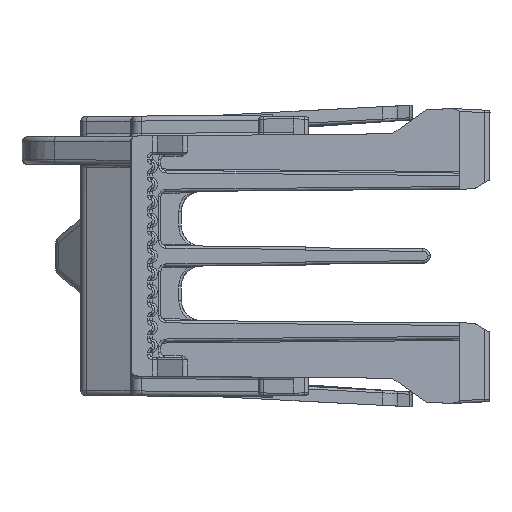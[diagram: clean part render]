
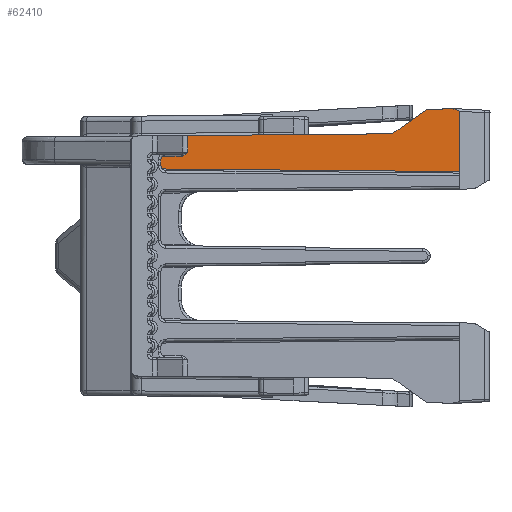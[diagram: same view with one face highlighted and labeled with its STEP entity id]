
A CAD part, left-side view. The second image highlights one B-rep face of the part: STEP entity #62410.
In plain terms, the highlighted planar face has unit normal (-1, -0.009, 0).
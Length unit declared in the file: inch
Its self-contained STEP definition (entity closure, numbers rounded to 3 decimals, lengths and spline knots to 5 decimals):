
#169 = LINE ( 'NONE', #16176, #76457 ) ;
#1606 = VECTOR ( 'NONE', #73318, 39.37008 ) ;
#2002 = CARTESIAN_POINT ( 'NONE',  ( -2.24446, -0.35286, 0.40032 ) ) ;
#3207 = CARTESIAN_POINT ( 'NONE',  ( -2.23522, -1.41161, 0.58149 ) ) ;
#3840 = VECTOR ( 'NONE', #77287, 39.37008 ) ;
#6254 = CARTESIAN_POINT ( 'NONE',  ( -2.23734, -1.16925, 0.48316 ) ) ;
#7158 = VERTEX_POINT ( 'NONE', #94396 ) ;
#7626 = EDGE_CURVE ( 'NONE', #38238, #83754, #28109, .T. ) ;
#9998 = CARTESIAN_POINT ( 'NONE',  ( -2.23499, -1.43806, 0.89219 ) ) ;
#11137 = CARTESIAN_POINT ( 'NONE',  ( -2.24438, -0.36263, 0.40949 ) ) ;
#11485 = VERTEX_POINT ( 'NONE', #70482 ) ;
#11994 = CARTESIAN_POINT ( 'NONE',  ( -2.24451, -0.34756, 0.39655 ) ) ;
#12228 = CARTESIAN_POINT ( 'NONE',  ( -2.23612, -1.30895, 0.57886 ) ) ;
#13163 = VECTOR ( 'NONE', #85161, 39.37008 ) ;
#13199 = CARTESIAN_POINT ( 'NONE',  ( -2.23508, -1.42849, 0.57876 ) ) ;
#13587 = ORIENTED_EDGE ( 'NONE', *, *, #33636, .F. ) ;
#13589 = VERTEX_POINT ( 'NONE', #54823 ) ;
#14070 = EDGE_CURVE ( 'NONE', #84253, #58546, #61721, .T. ) ;
#14612 = EDGE_CURVE ( 'NONE', #73489, #75551, #80112, .T. ) ;
#14832 = CARTESIAN_POINT ( 'NONE',  ( -2.24459, -0.33781, 0.39478 ) ) ;
#16176 = CARTESIAN_POINT ( 'NONE',  ( -2.24562, -0.22042, 0.89219 ) ) ;
#16466 = CARTESIAN_POINT ( 'NONE',  ( -2.24562, -0.22042, 0.34444 ) ) ;
#18924 = ORIENTED_EDGE ( 'NONE', *, *, #107770, .T. ) ;
#19637 = ORIENTED_EDGE ( 'NONE', *, *, #57957, .T. ) ;
#20042 = DIRECTION ( 'NONE',  ( 0., 0., 1. ) ) ;
#21584 = CARTESIAN_POINT ( 'NONE',  ( -2.2444, -0.3596, 0.4063 ) ) ;
#22003 = CARTESIAN_POINT ( 'NONE',  ( -2.24459, -0.33781, 0.39478 ) ) ;
#22067 = LINE ( 'NONE', #26770, #45451 ) ;
#22243 = CARTESIAN_POINT ( 'NONE',  ( -2.23607, -1.31451, 0.58064 ) ) ;
#23201 = CARTESIAN_POINT ( 'NONE',  ( -2.23499, -1.43806, 0.57196 ) ) ;
#23585 = DIRECTION ( 'NONE',  ( -0.009, 1., -0.009 ) ) ;
#26289 = ORIENTED_EDGE ( 'NONE', *, *, #7626, .F. ) ;
#26770 = CARTESIAN_POINT ( 'NONE',  ( -2.24437, -0.36379, 0.89219 ) ) ;
#28109 = LINE ( 'NONE', #112906, #1606 ) ;
#31572 = CARTESIAN_POINT ( 'NONE',  ( -2.24441, -0.35869, 0.40538 ) ) ;
#32963 = LINE ( 'NONE', #9998, #112367 ) ;
#33097 = VERTEX_POINT ( 'NONE', #91168 ) ;
#33636 = EDGE_CURVE ( 'NONE', #73489, #80006, #98619, .T. ) ;
#36726 = DIRECTION ( 'NONE',  ( 0., 0., -1. ) ) ;
#37201 = ORIENTED_EDGE ( 'NONE', *, *, #64867, .T. ) ;
#37732 = CARTESIAN_POINT ( 'NONE',  ( -2.23734, -1.16925, 0.48316 ) ) ;
#37845 = LINE ( 'NONE', #93239, #114127 ) ;
#38238 = VERTEX_POINT ( 'NONE', #96019 ) ;
#41617 = CARTESIAN_POINT ( 'NONE',  ( -2.24441, -0.35848, 0.40517 ) ) ;
#43205 = B_SPLINE_CURVE_WITH_KNOTS ( 'NONE', 3,
 ( #61163, #11137, #81209, #21584, #91202, #31572, #101201, #41617, #111194, #51640, #121223, #61584, #2002, #71607, #11994, #81611, #22003 ),
 .UNSPECIFIED., .F., .F.,
 ( 4, 1, 1, 1, 2, 2, 1, 1, 2, 2, 4 ),
 ( 0., 0.125, 0.1875, 0.21875, 0.23437, 0.25, 0.375, 0.4375, 0.46875, 0.5, 1. ),
 .UNSPECIFIED. ) ;
#45367 = CARTESIAN_POINT ( 'NONE',  ( -2.24562, -0.22042, 0.39375 ) ) ;
#45451 = VECTOR ( 'NONE', #36726, 39.37008 ) ;
#49197 = DIRECTION ( 'NONE',  ( -1., -0.009, 0. ) ) ;
#51640 = CARTESIAN_POINT ( 'NONE',  ( -2.24444, -0.35581, 0.40266 ) ) ;
#53001 = VERTEX_POINT ( 'NONE', #122726 ) ;
#53560 =( BOUNDED_CURVE ( )  B_SPLINE_CURVE ( 3, ( #97382, #116958, #126955, #37732 ),
 .UNSPECIFIED., .F., .F. ) 
 B_SPLINE_CURVE_WITH_KNOTS ( ( 4, 4 ),
 ( 0.95993, 1.56207 ),
 .UNSPECIFIED. ) 
 CURVE ( )  GEOMETRIC_REPRESENTATION_ITEM ( )  RATIONAL_B_SPLINE_CURVE ( ( 1., 0.97, 0.97, 1. ) ) 
 REPRESENTATION_ITEM ( '' )  );
#54823 = CARTESIAN_POINT ( 'NONE',  ( -2.24562, -0.22042, 0.34444 ) ) ;
#57000 = ORIENTED_EDGE ( 'NONE', *, *, #14070, .T. ) ;
#57874 = ORIENTED_EDGE ( 'NONE', *, *, #14612, .T. ) ;
#57957 = EDGE_CURVE ( 'NONE', #33097, #84253, #43205, .T. ) ;
#58546 = VERTEX_POINT ( 'NONE', #45367 ) ;
#61163 = CARTESIAN_POINT ( 'NONE',  ( -2.24437, -0.36379, 0.41075 ) ) ;
#61584 = CARTESIAN_POINT ( 'NONE',  ( -2.24446, -0.35335, 0.40069 ) ) ;
#61721 = LINE ( 'NONE', #83711, #111533 ) ;
#62410 = ADVANCED_FACE ( 'NONE', ( #100112 ), #68360, .T. ) ;
#63368 = EDGE_CURVE ( 'NONE', #53001, #80006, #37845, .T. ) ;
#64867 = EDGE_CURVE ( 'NONE', #75551, #83754, #53560, .T. ) ;
#65049 = CARTESIAN_POINT ( 'NONE',  ( -2.23607, -1.31451, 0.58064 ) ) ;
#68360 = PLANE ( 'NONE',  #84540 ) ;
#70482 = CARTESIAN_POINT ( 'NONE',  ( -2.23499, -1.43806, 0.33381 ) ) ;
#71607 = CARTESIAN_POINT ( 'NONE',  ( -2.24446, -0.35267, 0.40018 ) ) ;
#71851 = CARTESIAN_POINT ( 'NONE',  ( -2.2361, -1.31059, 0.58002 ) ) ;
#73318 = DIRECTION ( 'NONE',  ( 0.009, -1., 0.009 ) ) ;
#73489 = VERTEX_POINT ( 'NONE', #97985 ) ;
#74139 = DIRECTION ( 'NONE',  ( -0.009, 1., -0.009 ) ) ;
#75551 = VERTEX_POINT ( 'NONE', #83699 ) ;
#76457 = VECTOR ( 'NONE', #85731, 39.37008 ) ;
#77287 = DIRECTION ( 'NONE',  ( -0.007, 0.819, -0.574 ) ) ;
#80006 = VERTEX_POINT ( 'NONE', #65049 ) ;
#80112 = LINE ( 'NONE', #127326, #3840 ) ;
#81209 = CARTESIAN_POINT ( 'NONE',  ( -2.24439, -0.36108, 0.40783 ) ) ;
#81611 = CARTESIAN_POINT ( 'NONE',  ( -2.24455, -0.34271, 0.39482 ) ) ;
#81843 = CARTESIAN_POINT ( 'NONE',  ( -2.23609, -1.3125, 0.58063 ) ) ;
#82128 = ORIENTED_EDGE ( 'NONE', *, *, #95289, .T. ) ;
#82798 = CARTESIAN_POINT ( 'NONE',  ( -2.23499, -1.43806, 0.57531 ) ) ;
#83699 = CARTESIAN_POINT ( 'NONE',  ( -2.23729, -1.17481, 0.48494 ) ) ;
#83711 = CARTESIAN_POINT ( 'NONE',  ( -2.24459, -0.33781, 0.39478 ) ) ;
#83717 = ORIENTED_EDGE ( 'NONE', *, *, #106141, .T. ) ;
#83754 = VERTEX_POINT ( 'NONE', #6254 ) ;
#84253 = VERTEX_POINT ( 'NONE', #14832 ) ;
#84540 = AXIS2_PLACEMENT_3D ( 'NONE', #108748, #49197, #118765 ) ;
#85161 = DIRECTION ( 'NONE',  ( 0.009, -1., -0.009 ) ) ;
#85731 = DIRECTION ( 'NONE',  ( 0., 0., -1. ) ) ;
#91168 = CARTESIAN_POINT ( 'NONE',  ( -2.24437, -0.36379, 0.41075 ) ) ;
#91202 = CARTESIAN_POINT ( 'NONE',  ( -2.24441, -0.35895, 0.40564 ) ) ;
#93217 = ORIENTED_EDGE ( 'NONE', *, *, #93464, .F. ) ;
#93239 = CARTESIAN_POINT ( 'NONE',  ( -2.23522, -1.41161, 0.58149 ) ) ;
#93464 = EDGE_CURVE ( 'NONE', #53001, #7158, #127021, .T. ) ;
#94396 = CARTESIAN_POINT ( 'NONE',  ( -2.23499, -1.43806, 0.57196 ) ) ;
#95289 = EDGE_CURVE ( 'NONE', #11485, #7158, #32963, .T. ) ;
#95578 = ORIENTED_EDGE ( 'NONE', *, *, #63368, .T. ) ;
#96019 = CARTESIAN_POINT ( 'NONE',  ( -2.24437, -0.36379, 0.47613 ) ) ;
#97382 = CARTESIAN_POINT ( 'NONE',  ( -2.23729, -1.17481, 0.48494 ) ) ;
#97985 = CARTESIAN_POINT ( 'NONE',  ( -2.23612, -1.30895, 0.57886 ) ) ;
#98619 =( BOUNDED_CURVE ( )  B_SPLINE_CURVE ( 3, ( #12228, #71851, #81843, #22243 ),
 .UNSPECIFIED., .F., .F. ) 
 B_SPLINE_CURVE_WITH_KNOTS ( ( 4, 4 ),
 ( 0.95993, 1.56207 ),
 .UNSPECIFIED. ) 
 CURVE ( )  GEOMETRIC_REPRESENTATION_ITEM ( )  RATIONAL_B_SPLINE_CURVE ( ( 1., 0.97, 0.97, 1. ) ) 
 REPRESENTATION_ITEM ( '' )  );
#100112 = FACE_OUTER_BOUND ( 'NONE', #113380, .T. ) ;
#101201 = CARTESIAN_POINT ( 'NONE',  ( -2.24441, -0.35852, 0.40521 ) ) ;
#106141 = EDGE_CURVE ( 'NONE', #58546, #13589, #169, .T. ) ;
#107770 = EDGE_CURVE ( 'NONE', #13589, #11485, #115953, .T. ) ;
#108748 = CARTESIAN_POINT ( 'NONE',  ( -2.24567, -0.21457, 0.89219 ) ) ;
#111194 = CARTESIAN_POINT ( 'NONE',  ( -2.24442, -0.35733, 0.40405 ) ) ;
#111533 = VECTOR ( 'NONE', #74139, 39.37008 ) ;
#112367 = VECTOR ( 'NONE', #20042, 39.37008 ) ;
#112906 = CARTESIAN_POINT ( 'NONE',  ( -2.24437, -0.36379, 0.47613 ) ) ;
#113380 = EDGE_LOOP ( 'NONE', ( #83717, #18924, #82128, #93217, #95578, #13587, #57874, #37201, #26289, #125884, #19637, #57000 ) ) ;
#114127 = VECTOR ( 'NONE', #23585, 39.37008 ) ;
#115953 = LINE ( 'NONE', #16466, #13163 ) ;
#116958 = CARTESIAN_POINT ( 'NONE',  ( -2.2373, -1.17317, 0.48379 ) ) ;
#117298 = EDGE_CURVE ( 'NONE', #38238, #33097, #22067, .T. ) ;
#118765 = DIRECTION ( 'NONE',  ( 0.009, -1., 0. ) ) ;
#121223 = CARTESIAN_POINT ( 'NONE',  ( -2.24445, -0.35408, 0.40125 ) ) ;
#122726 = CARTESIAN_POINT ( 'NONE',  ( -2.23522, -1.41161, 0.58149 ) ) ;
#125884 = ORIENTED_EDGE ( 'NONE', *, *, #117298, .T. ) ;
#126955 = CARTESIAN_POINT ( 'NONE',  ( -2.23732, -1.17126, 0.48318 ) ) ;
#127021 =( BOUNDED_CURVE ( )  B_SPLINE_CURVE ( 3, ( #3207, #13199, #82798, #23201 ),
 .UNSPECIFIED., .F., .F. ) 
 B_SPLINE_CURVE_WITH_KNOTS ( ( 4, 4 ),
 ( 5.29383, 6.27456 ),
 .UNSPECIFIED. ) 
 CURVE ( )  GEOMETRIC_REPRESENTATION_ITEM ( )  RATIONAL_B_SPLINE_CURVE ( ( 1., 0.921, 0.921, 1. ) ) 
 REPRESENTATION_ITEM ( '' )  );
#127326 = CARTESIAN_POINT ( 'NONE',  ( -2.23612, -1.30895, 0.57886 ) ) ;
